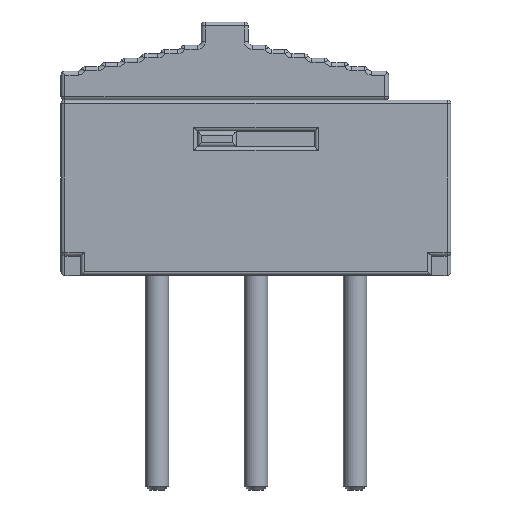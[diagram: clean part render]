
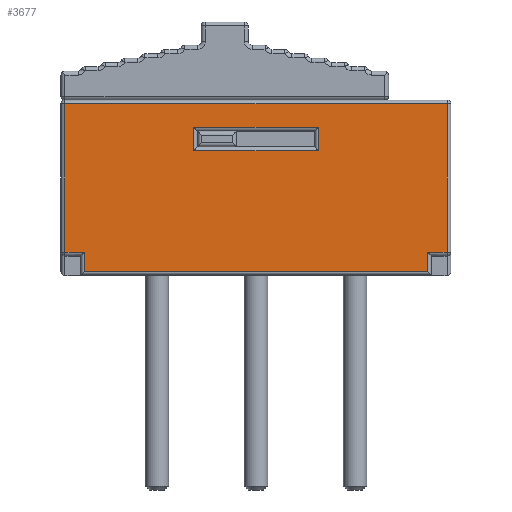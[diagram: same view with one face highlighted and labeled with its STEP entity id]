
A CAD part, front view. The second image highlights one B-rep face of the part: STEP entity #3677.
In plain terms, the highlighted planar face has unit normal (0, -1, 0).
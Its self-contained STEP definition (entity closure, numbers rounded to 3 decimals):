
#533=ORIENTED_EDGE('',*,*,#1645,.T.);
#534=ORIENTED_EDGE('',*,*,#1646,.T.);
#535=ORIENTED_EDGE('',*,*,#1647,.T.);
#536=ORIENTED_EDGE('',*,*,#1648,.T.);
#537=ORIENTED_EDGE('',*,*,#1649,.T.);
#538=ORIENTED_EDGE('',*,*,#1650,.T.);
#539=ORIENTED_EDGE('',*,*,#1651,.T.);
#540=ORIENTED_EDGE('',*,*,#1652,.T.);
#541=ORIENTED_EDGE('',*,*,#1653,.T.);
#542=ORIENTED_EDGE('',*,*,#1654,.T.);
#543=ORIENTED_EDGE('',*,*,#1655,.T.);
#544=ORIENTED_EDGE('',*,*,#1656,.T.);
#1645=EDGE_CURVE('',#2200,#2201,#2516,.T.);
#1646=EDGE_CURVE('',#2201,#2202,#2517,.T.);
#1647=EDGE_CURVE('',#2202,#2203,#2518,.T.);
#1648=EDGE_CURVE('',#2203,#2200,#2519,.T.);
#1649=EDGE_CURVE('',#2204,#2205,#2520,.F.);
#1650=EDGE_CURVE('',#2205,#2206,#2521,.T.);
#1651=EDGE_CURVE('',#2206,#2207,#2522,.F.);
#1652=EDGE_CURVE('',#2207,#2208,#2523,.F.);
#1653=EDGE_CURVE('',#2208,#2209,#2524,.T.);
#1654=EDGE_CURVE('',#2209,#2210,#2525,.F.);
#1655=EDGE_CURVE('',#2210,#2211,#2526,.T.);
#1656=EDGE_CURVE('',#2211,#2204,#2527,.T.);
#2200=VERTEX_POINT('',#5911);
#2201=VERTEX_POINT('',#5912);
#2202=VERTEX_POINT('',#5914);
#2203=VERTEX_POINT('',#5916);
#2204=VERTEX_POINT('',#5919);
#2205=VERTEX_POINT('',#5920);
#2206=VERTEX_POINT('',#5922);
#2207=VERTEX_POINT('',#5924);
#2208=VERTEX_POINT('',#5926);
#2209=VERTEX_POINT('',#5928);
#2210=VERTEX_POINT('',#5930);
#2211=VERTEX_POINT('',#5932);
#2516=LINE('',#5910,#2812);
#2517=LINE('',#5913,#2813);
#2518=LINE('',#5915,#2814);
#2519=LINE('',#5917,#2815);
#2520=LINE('',#5918,#2816);
#2521=LINE('',#5921,#2817);
#2522=LINE('',#5923,#2818);
#2523=LINE('',#5925,#2819);
#2524=LINE('',#5927,#2820);
#2525=LINE('',#5929,#2821);
#2526=LINE('',#5931,#2822);
#2527=LINE('',#5933,#2823);
#2812=VECTOR('',#4544,1000.);
#2813=VECTOR('',#4545,1000.);
#2814=VECTOR('',#4546,1000.);
#2815=VECTOR('',#4547,1000.);
#2816=VECTOR('',#4548,1000.);
#2817=VECTOR('',#4549,1000.);
#2818=VECTOR('',#4550,1000.);
#2819=VECTOR('',#4551,1000.);
#2820=VECTOR('',#4552,1000.);
#2821=VECTOR('',#4553,1000.);
#2822=VECTOR('',#4554,1000.);
#2823=VECTOR('',#4555,1000.);
#3079=EDGE_LOOP('',(#533,#534,#535,#536));
#3080=EDGE_LOOP('',(#537,#538,#539,#540,#541,#542,#543,#544));
#3345=FACE_BOUND('',#3079,.T.);
#3346=FACE_BOUND('',#3080,.T.);
#3608=PLANE('',#3973);
#3677=ADVANCED_FACE('',(#3345,#3346),#3608,.F.);
#3973=AXIS2_PLACEMENT_3D('',#5909,#4542,#4543);
#4542=DIRECTION('',(0.,1.,0.));
#4543=DIRECTION('',(0.,0.,1.));
#4544=DIRECTION('',(-1.,0.,0.));
#4545=DIRECTION('',(0.,0.,1.));
#4546=DIRECTION('',(1.,0.,0.));
#4547=DIRECTION('',(0.,0.,-1.));
#4548=DIRECTION('',(0.,0.,-1.));
#4549=DIRECTION('',(1.,0.,0.));
#4550=DIRECTION('',(0.,0.,-1.));
#4551=DIRECTION('',(1.,0.,0.));
#4552=DIRECTION('',(0.,0.,-1.));
#4553=DIRECTION('',(-1.,0.,0.));
#4554=DIRECTION('',(0.,0.,-1.));
#4555=DIRECTION('',(1.,0.,0.));
#5909=CARTESIAN_POINT('',(-5.,-1.25,4.5));
#5910=CARTESIAN_POINT('',(-5.,-1.25,3.2));
#5911=CARTESIAN_POINT('',(1.6,-1.25,3.2));
#5912=CARTESIAN_POINT('',(-1.6,-1.25,3.2));
#5913=CARTESIAN_POINT('',(-1.6,-1.25,4.5));
#5914=CARTESIAN_POINT('',(-1.6,-1.25,3.8));
#5915=CARTESIAN_POINT('',(-5.,-1.25,3.8));
#5916=CARTESIAN_POINT('',(1.6,-1.25,3.8));
#5917=CARTESIAN_POINT('',(1.6,-1.25,4.5));
#5918=CARTESIAN_POINT('',(4.4,-1.25,0.5));
#5919=CARTESIAN_POINT('',(4.4,-1.25,0.1));
#5920=CARTESIAN_POINT('',(4.4,-1.25,0.6));
#5921=CARTESIAN_POINT('',(-5.,-1.25,0.6));
#5922=CARTESIAN_POINT('',(4.9,-1.25,0.6));
#5923=CARTESIAN_POINT('',(4.9,-1.25,4.5));
#5924=CARTESIAN_POINT('',(4.9,-1.25,4.4));
#5925=CARTESIAN_POINT('',(-5.,-1.25,4.4));
#5926=CARTESIAN_POINT('',(-4.9,-1.25,4.4));
#5927=CARTESIAN_POINT('',(-4.9,-1.25,4.5));
#5928=CARTESIAN_POINT('',(-4.9,-1.25,0.6));
#5929=CARTESIAN_POINT('',(-4.5,-1.25,0.6));
#5930=CARTESIAN_POINT('',(-4.4,-1.25,0.6));
#5931=CARTESIAN_POINT('',(-4.4,-1.25,4.5));
#5932=CARTESIAN_POINT('',(-4.4,-1.25,0.1));
#5933=CARTESIAN_POINT('',(-5.,-1.25,0.1));
